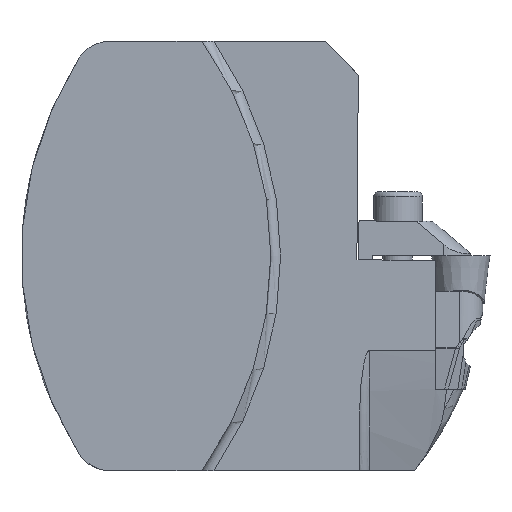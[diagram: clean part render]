
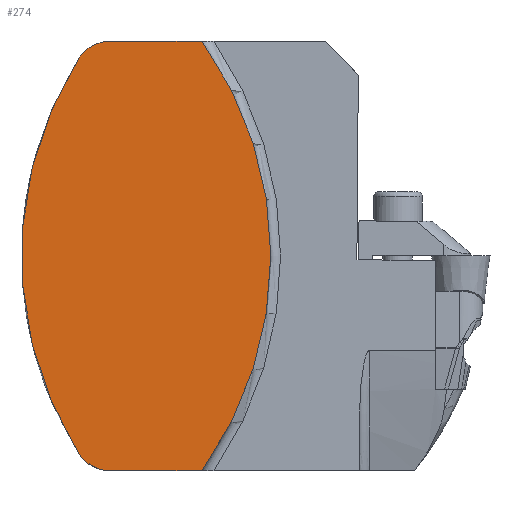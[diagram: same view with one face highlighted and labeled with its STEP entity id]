
A CAD part, top view. The second image highlights one B-rep face of the part: STEP entity #274.
In plain terms, the highlighted planar face has unit normal (0, 0, 1).
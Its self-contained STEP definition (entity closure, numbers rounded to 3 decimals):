
#274=ADVANCED_FACE('',(#408),#358,.T.);
#358=PLANE('',#1746);
#408=FACE_OUTER_BOUND('',#488,.T.);
#488=EDGE_LOOP('',(#666,#667,#668,#669,#670,#671));
#574=CIRCLE('',#1732,60.25);
#578=CIRCLE('',#1743,60.25);
#579=CIRCLE('',#1744,6.);
#580=CIRCLE('',#1745,6.);
#666=ORIENTED_EDGE('',*,*,#1247,.F.);
#667=ORIENTED_EDGE('',*,*,#1249,.F.);
#668=ORIENTED_EDGE('',*,*,#1233,.T.);
#669=ORIENTED_EDGE('',*,*,#1250,.T.);
#670=ORIENTED_EDGE('',*,*,#1214,.F.);
#671=ORIENTED_EDGE('',*,*,#1251,.T.);
#1069=VERTEX_POINT('',#2381);
#1070=VERTEX_POINT('',#2383);
#1085=VERTEX_POINT('',#2479);
#1086=VERTEX_POINT('',#2480);
#1098=VERTEX_POINT('',#2554);
#1099=VERTEX_POINT('',#2556);
#1214=EDGE_CURVE('',#1069,#1070,#574,.T.);
#1233=EDGE_CURVE('',#1085,#1086,#1437,.T.);
#1247=EDGE_CURVE('',#1098,#1099,#1448,.T.);
#1249=EDGE_CURVE('',#1085,#1098,#578,.T.);
#1250=EDGE_CURVE('',#1086,#1070,#579,.T.);
#1251=EDGE_CURVE('',#1069,#1099,#580,.T.);
#1437=LINE('',#2478,#1549);
#1448=LINE('',#2555,#1560);
#1549=VECTOR('',#1949,1.);
#1560=VECTOR('',#1962,1.);
#1732=AXIS2_PLACEMENT_3D('',#2382,#1921,#1922);
#1743=AXIS2_PLACEMENT_3D('',#2559,#1966,#1967);
#1744=AXIS2_PLACEMENT_3D('',#2560,#1968,#1969);
#1745=AXIS2_PLACEMENT_3D('',#2561,#1970,#1971);
#1746=AXIS2_PLACEMENT_3D('',#2562,#1972,#1973);
#1921=DIRECTION('',(0.,0.,-1.));
#1922=DIRECTION('',(1.,0.,0.));
#1949=DIRECTION('',(-1.,0.,0.));
#1962=DIRECTION('',(-1.,0.,0.));
#1966=DIRECTION('',(0.,0.,-1.));
#1967=DIRECTION('',(1.,0.,0.));
#1968=DIRECTION('',(0.,0.,1.));
#1969=DIRECTION('',(1.,0.,0.));
#1970=DIRECTION('',(0.,0.,1.));
#1971=DIRECTION('',(1.,0.,0.));
#1972=DIRECTION('',(0.,0.,1.));
#1973=DIRECTION('',(1.,0.,0.));
#2381=CARTESIAN_POINT('',(-11.069,-32.207,0.));
#2382=CARTESIAN_POINT('',(39.85,0.,0.));
#2383=CARTESIAN_POINT('',(-11.069,32.207,0.));
#2478=CARTESIAN_POINT('',(49.425,35.,0.));
#2479=CARTESIAN_POINT('',(9.041,35.,0.));
#2480=CARTESIAN_POINT('',(-5.998,35.,0.));
#2554=CARTESIAN_POINT('',(9.041,-35.,0.));
#2555=CARTESIAN_POINT('',(49.425,-35.,0.));
#2556=CARTESIAN_POINT('',(-5.998,-35.,0.));
#2559=CARTESIAN_POINT('',(-40.,0.,0.));
#2560=CARTESIAN_POINT('',(-5.998,29.,0.));
#2561=CARTESIAN_POINT('',(-5.998,-29.,0.));
#2562=CARTESIAN_POINT('',(-20.4,35.,0.));
